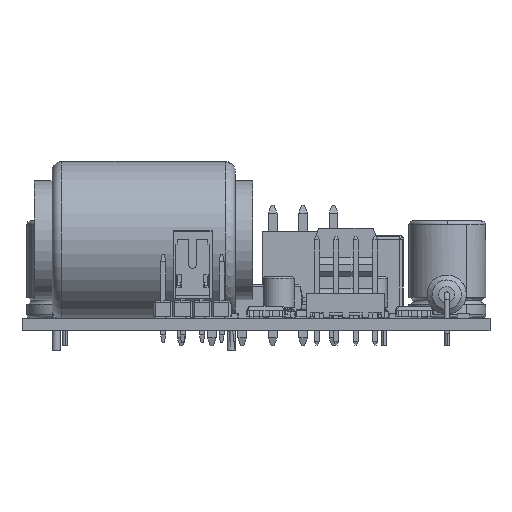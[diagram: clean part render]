
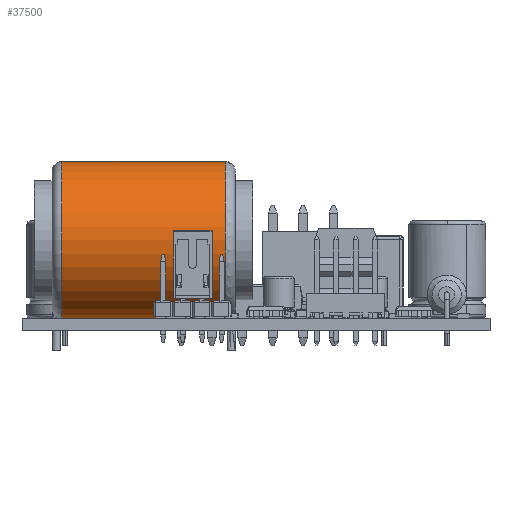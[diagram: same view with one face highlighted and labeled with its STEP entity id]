
A CAD part, front view. The second image highlights one B-rep face of the part: STEP entity #37500.
In plain terms, the highlighted cylindrical face has radius 10.287 mm (diameter 20.574 mm), a full revolution.
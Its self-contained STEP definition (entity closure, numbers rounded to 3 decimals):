
#37470 = VERTEX_POINT('',#37471);
#37471 = CARTESIAN_POINT('',(10.668,0.,10.287));
#37478 = EDGE_CURVE('',#37470,#37479,#37481,.T.);
#37479 = VERTEX_POINT('',#37480);
#37480 = CARTESIAN_POINT('',(10.668,-10.287,0.));
#37481 = CIRCLE('',#37482,10.287);
#37482 = AXIS2_PLACEMENT_3D('',#37483,#37484,#37485);
#37483 = CARTESIAN_POINT('',(10.668,0.,0.));
#37484 = DIRECTION('',(1.,0.,0.));
#37485 = DIRECTION('',(0.,-1.,0.));
#37487 = EDGE_CURVE('',#37479,#37470,#37488,.T.);
#37488 = CIRCLE('',#37489,10.287);
#37489 = AXIS2_PLACEMENT_3D('',#37490,#37491,#37492);
#37490 = CARTESIAN_POINT('',(10.668,0.,0.));
#37491 = DIRECTION('',(1.,0.,0.));
#37492 = DIRECTION('',(0.,-1.,0.));
#37500 = ADVANCED_FACE('',(#37501),#37529,.T.);
#37501 = FACE_BOUND('',#37502,.T.);
#37502 = EDGE_LOOP('',(#37503,#37504,#37505,#37512,#37521,#37528));
#37503 = ORIENTED_EDGE('',*,*,#37487,.F.);
#37504 = ORIENTED_EDGE('',*,*,#37478,.F.);
#37505 = ORIENTED_EDGE('',*,*,#37506,.F.);
#37506 = EDGE_CURVE('',#37507,#37470,#37509,.T.);
#37507 = VERTEX_POINT('',#37508);
#37508 = CARTESIAN_POINT('',(-10.668,0.,10.287));
#37509 = B_SPLINE_CURVE_WITH_KNOTS('',1,(#37510,#37511),.UNSPECIFIED.,
  .F.,.F.,(2,2),(1.27,22.606),.PIECEWISE_BEZIER_KNOTS.);
#37510 = CARTESIAN_POINT('',(-10.668,0.,10.287));
#37511 = CARTESIAN_POINT('',(10.668,0.,10.287));
#37512 = ORIENTED_EDGE('',*,*,#37513,.F.);
#37513 = EDGE_CURVE('',#37514,#37507,#37516,.T.);
#37514 = VERTEX_POINT('',#37515);
#37515 = CARTESIAN_POINT('',(-10.668,10.287,0.));
#37516 = CIRCLE('',#37517,10.287);
#37517 = AXIS2_PLACEMENT_3D('',#37518,#37519,#37520);
#37518 = CARTESIAN_POINT('',(-10.668,0.,0.));
#37519 = DIRECTION('',(-1.,0.,0.));
#37520 = DIRECTION('',(0.,1.,0.));
#37521 = ORIENTED_EDGE('',*,*,#37522,.F.);
#37522 = EDGE_CURVE('',#37507,#37514,#37523,.T.);
#37523 = CIRCLE('',#37524,10.287);
#37524 = AXIS2_PLACEMENT_3D('',#37525,#37526,#37527);
#37525 = CARTESIAN_POINT('',(-10.668,0.,0.));
#37526 = DIRECTION('',(-1.,0.,0.));
#37527 = DIRECTION('',(0.,1.,0.));
#37528 = ORIENTED_EDGE('',*,*,#37506,.T.);
#37529 = CYLINDRICAL_SURFACE('',#37530,10.287);
#37530 = AXIS2_PLACEMENT_3D('',#37531,#37532,#37533);
#37531 = CARTESIAN_POINT('',(-11.938,0.,0.));
#37532 = DIRECTION('',(1.,0.,0.));
#37533 = DIRECTION('',(0.,-1.,0.));
